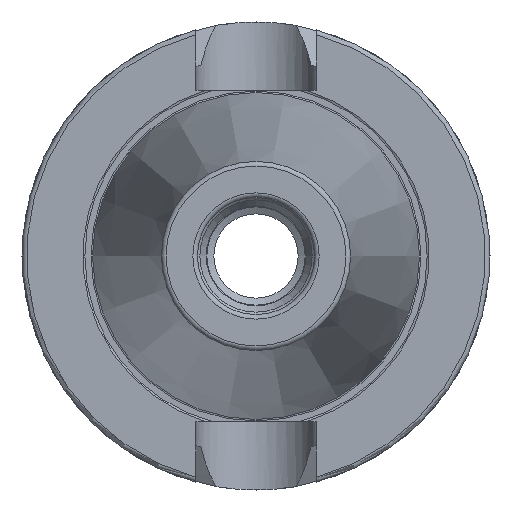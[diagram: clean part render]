
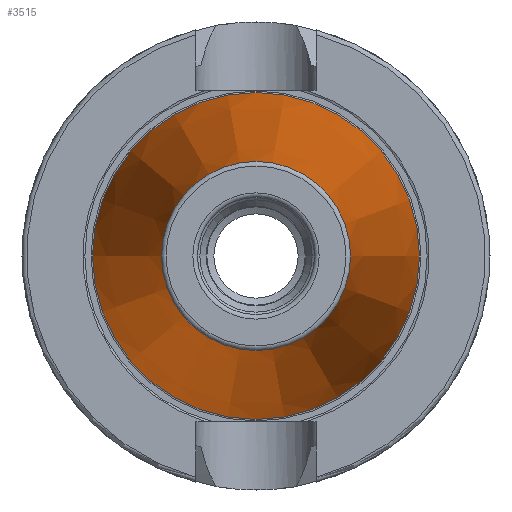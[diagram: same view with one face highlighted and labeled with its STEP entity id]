
A CAD part, left-side view. The second image highlights one B-rep face of the part: STEP entity #3515.
In plain terms, the highlighted conical face has half-angle 8.297 degrees and reference radius 27.564 mm.
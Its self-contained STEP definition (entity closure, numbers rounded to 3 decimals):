
#2045=CARTESIAN_POINT('',(0.0,34.925,0.0));
#2046=VERTEX_POINT('',#2045);
#2047=CARTESIAN_POINT('',(0.0,0.0,0.0));
#2048=DIRECTION('',(1.0,0.0,0.0));
#2049=DIRECTION('',(0.0,1.0,0.0));
#2050=AXIS2_PLACEMENT_3D('',#2047,#2048,#2049);
#2051=CIRCLE('',#2050,34.925);
#2052=EDGE_CURVE('',#2046,#2046,#2051,.T.);
#3489=CARTESIAN_POINT('',(-100.944,20.204,0.0));
#3490=VERTEX_POINT('',#3489);
#3491=CARTESIAN_POINT('',(-100.944,0.0,0.0));
#3492=DIRECTION('',(1.0,0.0,0.0));
#3493=DIRECTION('',(0.0,1.0,0.0));
#3494=AXIS2_PLACEMENT_3D('',#3491,#3492,#3493);
#3495=CIRCLE('',#3494,20.204);
#3496=EDGE_CURVE('',#3490,#3490,#3495,.T.);
#3504=CARTESIAN_POINT('',(-50.472,0.0,0.0));
#3505=DIRECTION('',(1.0,0.0,0.0));
#3506=DIRECTION('',(0.0,1.0,0.0));
#3507=AXIS2_PLACEMENT_3D('',#3504,#3505,#3506);
#3508=CONICAL_SURFACE('',#3507,27.564,8.297);
#3509=ORIENTED_EDGE('',*,*,#2052,.F.);
#3510=EDGE_LOOP('',(#3509));
#3511=FACE_OUTER_BOUND('',#3510,.T.);
#3512=ORIENTED_EDGE('',*,*,#3496,.T.);
#3513=EDGE_LOOP('',(#3512));
#3514=FACE_BOUND('',#3513,.T.);
#3515=ADVANCED_FACE('',(#3511,#3514),#3508,.T.);
